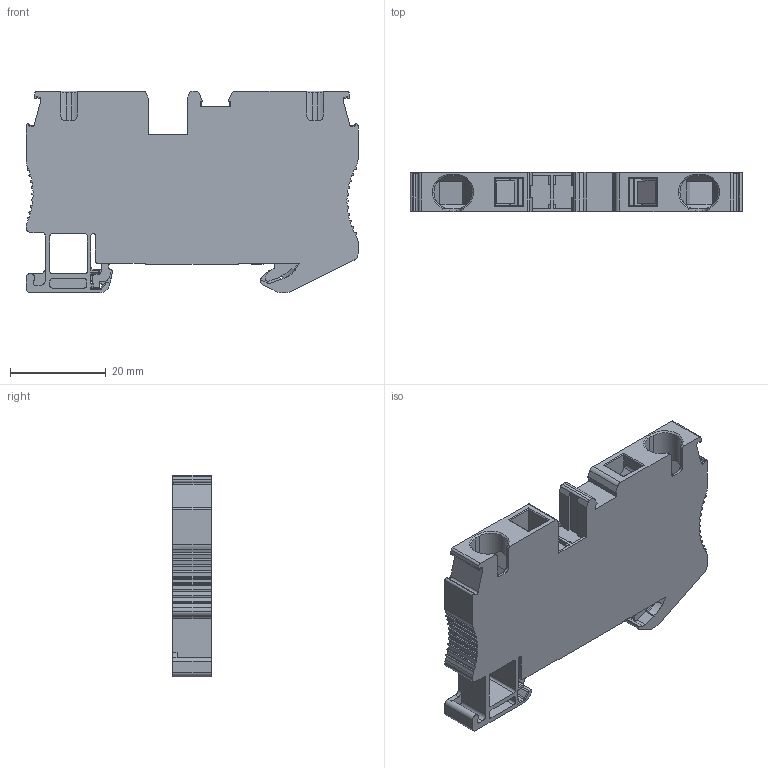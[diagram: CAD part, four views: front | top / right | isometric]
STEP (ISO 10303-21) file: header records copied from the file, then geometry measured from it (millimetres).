
FILE_DESCRIPTION( ('This file contains a STEP AP42 implementation' ,'as created by ZW3D STEP Interface translator.') ,'2;1' );
FILE_NAME( 'RNS6-PE傷赽耀倰.stp' ,'23 411.153613', (''), ('ZWCAD Software Co.'), 'Version 1.0', 'ZW3D to STEP translator', '' );
FILE_SCHEMA(('AUTOMOTIVE_DESIGN { 1 0 10303 214 1 1 1 1 }'));
Length unit declared in the file: millimetre
Products named in the file (2): 0; RNS6-PE傷赽8.16耀倰
Bounding box: 69.5 x 8.15 x 42.2 mm (x, y, z)
Volume: 18037.7 mm3; surface area: 8561.9 mm2
Topology: 1 solids, 3 shells, 477 faces, 1394 edges, 928 vertices
Faces by surface type: plane 270, cylinder 193, torus 7, cone 7
Entity records: 16621 total; most frequent: CARTESIAN_POINT 3232, ORIENTED_EDGE 2788, DIRECTION 2651, EDGE_CURVE 1394, VERTEX_POINT 928, VECTOR 927, LINE 927, AXIS2_PLACEMENT_3D 862
